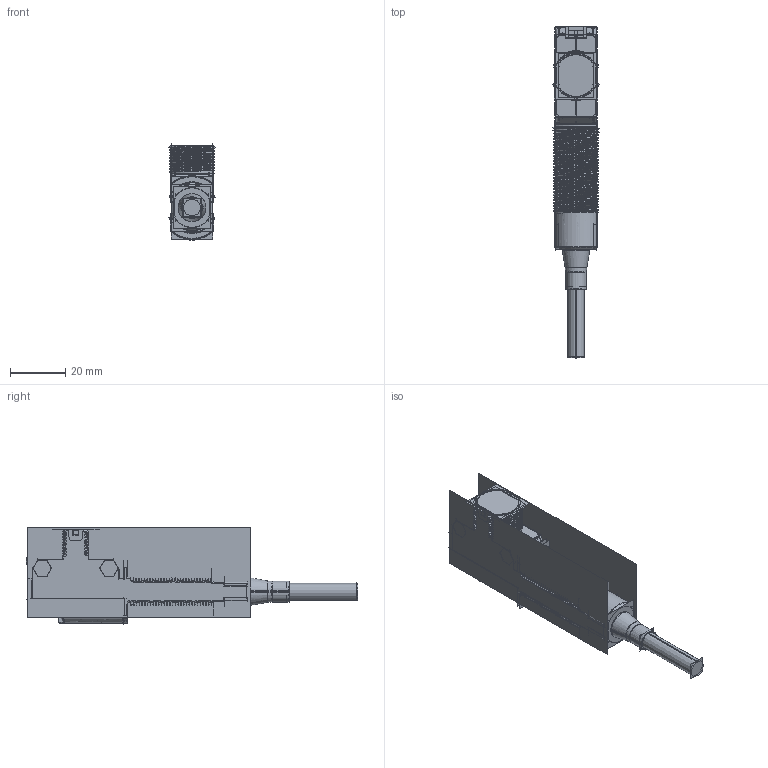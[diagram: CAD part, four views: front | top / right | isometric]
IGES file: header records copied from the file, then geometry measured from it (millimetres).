
Start section:  PTC IGES file: 137347_sm01.igs
Global section: file name: 137347_sm01.igs; native system: Creo Parametric by PTC Inc.; preprocessor: 2019292; author: PDMAdmin; organization: Unknown; date: 20221123.114839; units: millimetre
Bounding box: 16.8 x 119.68 x 34.89 mm (x, y, z)
Volume: 22840.9 mm3; surface area: 42074.2 mm2
Topology: 2 solids, 2 shells, 1308 faces, 6483 edges, 7986 vertices
Faces by surface type: bspline 876, revolution 430, extrusion 2
